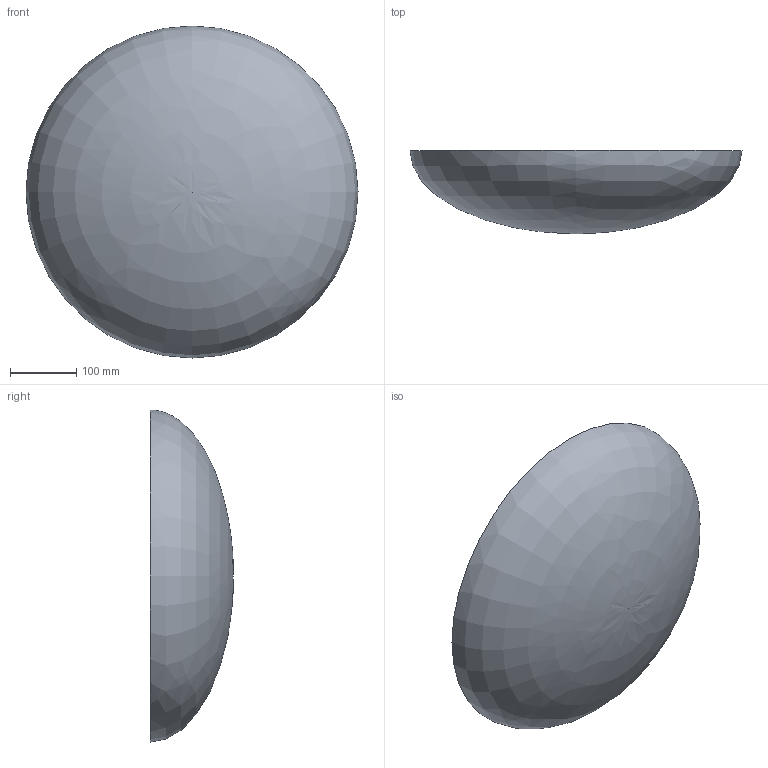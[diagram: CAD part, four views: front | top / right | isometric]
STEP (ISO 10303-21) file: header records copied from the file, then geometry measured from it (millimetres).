
FILE_DESCRIPTION(/* description */ (''),/* implementation_level */ '2;1');
FILE_NAME(/* name */ 'Demi Cylindre.step',/* time_stamp */ '2018-10-09T17:21:45+02:00',/* author */ ('benjamindeblanzy'),/* organization */ (''),/* preprocessor_version */ 'ST-DEVELOPER v17.2',/* originating_system */ 'Autodesk Translation Framework v7.6.0.251',/* authorisation */ '');
FILE_SCHEMA (('AUTOMOTIVE_DESIGN { 1 0 10303 214 3 1 1 }'));
Length unit declared in the file: millimetre
Products named in the file (3): test 01; Component1; Component3
Assembly tree (2 placements, depth 3):
  test 01
    Component1
      Component3
Bounding box: 500 x 125 x 500 mm (x, y, z)
Volume: 16122629.7 mm3; surface area: 478603.2 mm2
Topology: 1 solids, 1 shells, 3 faces, 7 edges, 5 vertices
Faces by surface type: bspline 2, plane 1
Entity records: 236 total; most frequent: CARTESIAN_POINT 111, DIRECTION 16, ORIENTED_EDGE 8, AXIS2_PLACEMENT_3D 8, EDGE_LOOP 5, VERTEX_POINT 5, PRODUCT_DEFINITION_SHAPE 5, EDGE_CURVE 4
